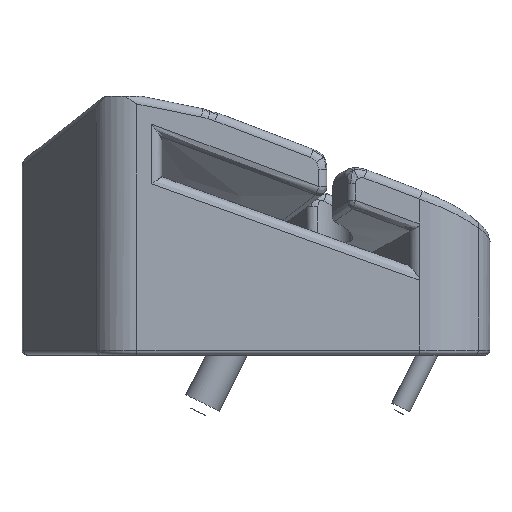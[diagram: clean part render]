
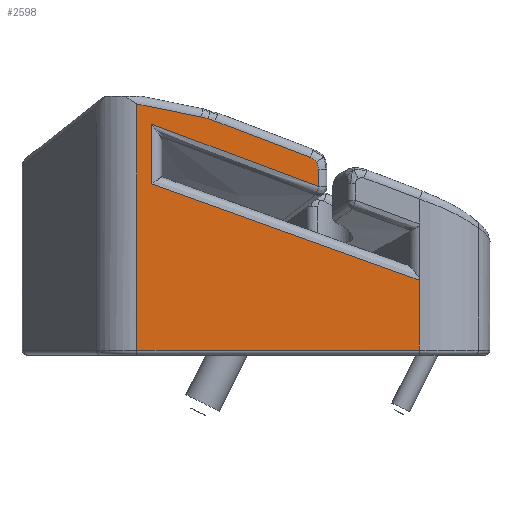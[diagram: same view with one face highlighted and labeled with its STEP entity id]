
A CAD part, left-side view. The second image highlights one B-rep face of the part: STEP entity #2598.
In plain terms, the highlighted planar face has unit normal (-1, 0, 0).
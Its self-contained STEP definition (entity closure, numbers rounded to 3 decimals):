
#25=PLANE('',#2825);
#127=LINE('',#7055,#224);
#129=LINE('',#7062,#226);
#138=LINE('',#7215,#235);
#148=LINE('',#7409,#245);
#149=LINE('',#7411,#246);
#150=LINE('',#7413,#247);
#151=LINE('',#7424,#248);
#224=VECTOR('',#3192,10.);
#226=VECTOR('',#3200,10.);
#235=VECTOR('',#3225,10.);
#245=VECTOR('',#3243,10.);
#246=VECTOR('',#3244,10.);
#247=VECTOR('',#3245,10.);
#248=VECTOR('',#3246,10.);
#386=FACE_OUTER_BOUND('',#549,.T.);
#549=EDGE_LOOP('',(#1953,#1954,#1955,#1956,#1957,#1958,#1959,#1960,#1961,
#1962,#1963,#1964,#1965,#1966));
#696=CIRCLE('',#2754,17.453);
#699=CIRCLE('',#2757,17.453);
#720=CIRCLE('',#2778,2.54);
#723=CIRCLE('',#2781,2.54);
#899=B_SPLINE_CURVE_WITH_KNOTS('',3,(#7393,#7394,#7395,#7396),
 .UNSPECIFIED.,.F.,.F.,(4,4),(-3.218,0.359),
 .UNSPECIFIED.);
#901=B_SPLINE_CURVE_WITH_KNOTS('',3,(#7415,#7416,#7417,#7418),
 .UNSPECIFIED.,.F.,.F.,(4,4),(0.125,0.265),
 .UNSPECIFIED.);
#902=B_SPLINE_CURVE_WITH_KNOTS('',3,(#7420,#7421,#7422,#7423),
 .UNSPECIFIED.,.F.,.F.,(4,4),(-5.843,-0.265),
 .UNSPECIFIED.);
#1016=VERTEX_POINT('',#5618);
#1017=VERTEX_POINT('',#5625);
#1019=VERTEX_POINT('',#5671);
#1044=VERTEX_POINT('',#6236);
#1045=VERTEX_POINT('',#6243);
#1047=VERTEX_POINT('',#6289);
#1088=VERTEX_POINT('',#7048);
#1098=VERTEX_POINT('',#7199);
#1112=VERTEX_POINT('',#7392);
#1113=VERTEX_POINT('',#7408);
#1114=VERTEX_POINT('',#7410);
#1115=VERTEX_POINT('',#7412);
#1116=VERTEX_POINT('',#7414);
#1117=VERTEX_POINT('',#7419);
#1298=EDGE_CURVE('',#1016,#1017,#696,.T.);
#1302=EDGE_CURVE('',#1019,#1016,#699,.T.);
#1336=EDGE_CURVE('',#1044,#1045,#720,.T.);
#1340=EDGE_CURVE('',#1047,#1044,#723,.T.);
#1395=EDGE_CURVE('',#1088,#1019,#127,.T.);
#1399=EDGE_CURVE('',#1017,#1047,#129,.T.);
#1418=EDGE_CURVE('',#1045,#1098,#138,.T.);
#1439=EDGE_CURVE('',#1098,#1112,#899,.T.);
#1441=EDGE_CURVE('',#1113,#1088,#148,.T.);
#1442=EDGE_CURVE('',#1114,#1113,#149,.T.);
#1443=EDGE_CURVE('',#1114,#1115,#150,.T.);
#1444=EDGE_CURVE('',#1115,#1116,#901,.T.);
#1445=EDGE_CURVE('',#1117,#1116,#902,.T.);
#1446=EDGE_CURVE('',#1112,#1117,#151,.T.);
#1953=ORIENTED_EDGE('',*,*,#1418,.F.);
#1954=ORIENTED_EDGE('',*,*,#1336,.F.);
#1955=ORIENTED_EDGE('',*,*,#1340,.F.);
#1956=ORIENTED_EDGE('',*,*,#1399,.F.);
#1957=ORIENTED_EDGE('',*,*,#1298,.F.);
#1958=ORIENTED_EDGE('',*,*,#1302,.F.);
#1959=ORIENTED_EDGE('',*,*,#1395,.F.);
#1960=ORIENTED_EDGE('',*,*,#1441,.F.);
#1961=ORIENTED_EDGE('',*,*,#1442,.F.);
#1962=ORIENTED_EDGE('',*,*,#1443,.T.);
#1963=ORIENTED_EDGE('',*,*,#1444,.T.);
#1964=ORIENTED_EDGE('',*,*,#1445,.F.);
#1965=ORIENTED_EDGE('',*,*,#1446,.F.);
#1966=ORIENTED_EDGE('',*,*,#1439,.F.);
#2598=ADVANCED_FACE('',(#386),#25,.T.);
#2754=AXIS2_PLACEMENT_3D('',#5626,#3069,#3070);
#2757=AXIS2_PLACEMENT_3D('',#5673,#3075,#3076);
#2778=AXIS2_PLACEMENT_3D('',#6244,#3117,#3118);
#2781=AXIS2_PLACEMENT_3D('',#6291,#3123,#3124);
#2825=AXIS2_PLACEMENT_3D('',#7407,#3241,#3242);
#3069=DIRECTION('center_axis',(1.,0.,0.));
#3070=DIRECTION('ref_axis',(0.,-0.279,0.96));
#3075=DIRECTION('center_axis',(1.,0.,0.));
#3076=DIRECTION('ref_axis',(0.,-0.279,0.96));
#3117=DIRECTION('center_axis',(1.,0.,0.));
#3118=DIRECTION('ref_axis',(0.,-0.824,0.567));
#3123=DIRECTION('center_axis',(1.,0.,0.));
#3124=DIRECTION('ref_axis',(0.,-0.824,0.567));
#3192=DIRECTION('',(0.,-0.98,-0.2));
#3200=DIRECTION('',(0.,-0.934,-0.356));
#3225=DIRECTION('',(0.,0.,-1.));
#3241=DIRECTION('center_axis',(-1.,0.,0.));
#3242=DIRECTION('ref_axis',(0.,-1.,0.));
#3243=DIRECTION('',(0.,0.,1.));
#3244=DIRECTION('',(0.,1.,0.));
#3245=DIRECTION('',(0.,0.,1.));
#3246=DIRECTION('',(0.,0.,-1.));
#5618=CARTESIAN_POINT('',(1.339,55.727,45.461));
#5625=CARTESIAN_POINT('',(1.339,54.377,45.008));
#5626=CARTESIAN_POINT('Origin',(1.339,60.598,28.701));
#5671=CARTESIAN_POINT('',(1.339,57.11,45.802));
#5673=CARTESIAN_POINT('Origin',(1.339,60.598,28.701));
#6236=CARTESIAN_POINT('',(1.339,34.019,36.763));
#6243=CARTESIAN_POINT('',(1.339,33.571,35.322));
#6244=CARTESIAN_POINT('Origin',(1.339,36.11,35.322));
#6289=CARTESIAN_POINT('',(1.339,35.205,37.695));
#6291=CARTESIAN_POINT('Origin',(1.339,36.11,35.322));
#7048=CARTESIAN_POINT('',(1.339,70.047,48.441));
#7055=CARTESIAN_POINT('',(1.339,50.834,44.522));
#7062=CARTESIAN_POINT('',(1.339,45.611,41.664));
#7199=CARTESIAN_POINT('',(1.339,33.571,31.871));
#7215=CARTESIAN_POINT('',(1.339,33.571,8.949));
#7392=CARTESIAN_POINT('',(1.339,67.083,44.393));
#7393=CARTESIAN_POINT('Ctrl Pts',(1.339,33.571,31.871));
#7394=CARTESIAN_POINT('Ctrl Pts',(1.339,44.744,36.037));
#7395=CARTESIAN_POINT('Ctrl Pts',(1.339,55.915,40.211));
#7396=CARTESIAN_POINT('Ctrl Pts',(1.339,67.083,44.393));
#7407=CARTESIAN_POINT('Origin',(1.339,70.047,0.));
#7408=CARTESIAN_POINT('',(1.339,70.047,-1.));
#7409=CARTESIAN_POINT('',(1.339,70.047,0.));
#7410=CARTESIAN_POINT('',(1.339,13.288,-1.));
#7411=CARTESIAN_POINT('',(1.339,58.09,-1.));
#7412=CARTESIAN_POINT('',(1.339,13.288,13.032));
#7413=CARTESIAN_POINT('',(1.339,13.288,0.));
#7414=CARTESIAN_POINT('',(1.339,14.605,13.507));
#7415=CARTESIAN_POINT('Ctrl Pts',(1.339,13.288,13.032));
#7416=CARTESIAN_POINT('Ctrl Pts',(1.339,13.727,13.19));
#7417=CARTESIAN_POINT('Ctrl Pts',(1.339,14.166,13.348));
#7418=CARTESIAN_POINT('Ctrl Pts',(1.339,14.605,13.507));
#7419=CARTESIAN_POINT('',(1.339,67.083,32.402));
#7420=CARTESIAN_POINT('Ctrl Pts',(1.339,67.083,32.402));
#7421=CARTESIAN_POINT('Ctrl Pts',(1.339,49.588,26.109));
#7422=CARTESIAN_POINT('Ctrl Pts',(1.339,32.095,19.812));
#7423=CARTESIAN_POINT('Ctrl Pts',(1.339,14.605,13.507));
#7424=CARTESIAN_POINT('',(1.339,67.083,15.044));
